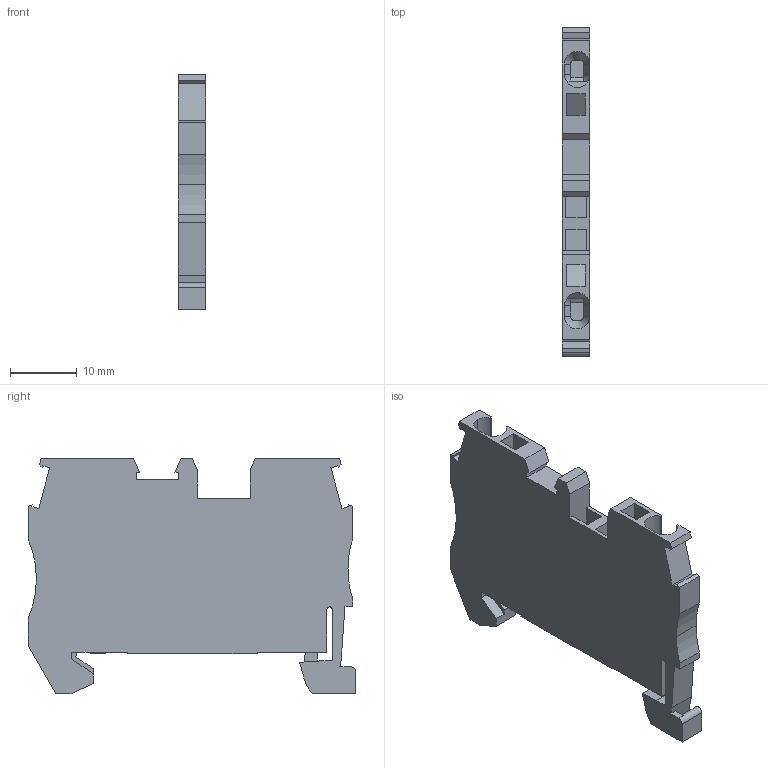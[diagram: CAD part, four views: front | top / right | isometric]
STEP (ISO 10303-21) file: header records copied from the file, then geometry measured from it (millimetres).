
FILE_DESCRIPTION(('STEP AP214'),'1');
FILE_NAME('cctmp_CAB8D0E5-718C-4837-96FC-087114B6071A_2023_07_24_21_39_46_0743..stp','2023-07-24T19:39:47',('SIEMENS A&D'),('CADClick - www.CADClick.com'),'Spatial InterOp 3D postprocessed',' ','unknown authorization');
FILE_SCHEMA(('AUTOMOTIVE_DESIGN'));
Length unit declared in the file: millimetre
Products named in the file (1): 2023_07_24_21_39_46_0743
Bounding box: 4.15 x 49.1 x 35.25 mm (x, y, z)
Volume: 4951.4 mm3; surface area: 4412.2 mm2
Topology: 1 solids, 1 shells, 152 faces, 429 edges, 282 vertices
Faces by surface type: plane 124, cylinder 22, cone 6
Entity records: 6414 total; most frequent: CARTESIAN_POINT 1998, ORIENTED_EDGE 858, DIRECTION 750, EDGE_CURVE 429, LINE 362, VECTOR 362, VERTEX_POINT 282, AXIS2_PLACEMENT_3D 194
